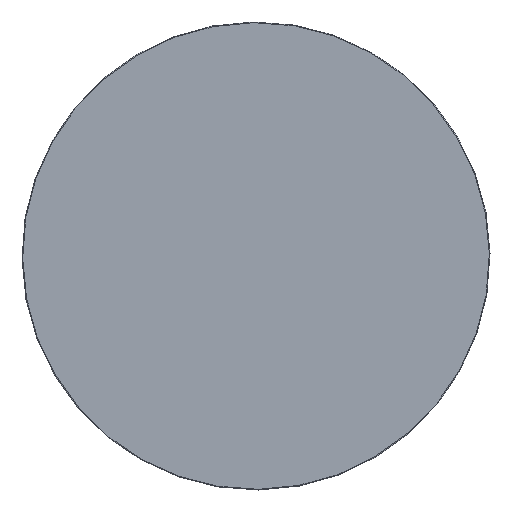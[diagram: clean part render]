
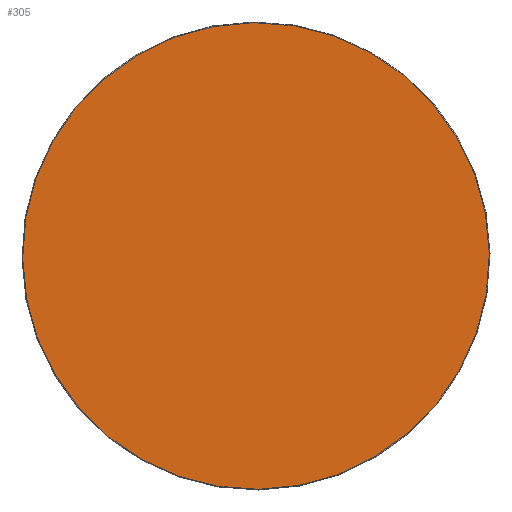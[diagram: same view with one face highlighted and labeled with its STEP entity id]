
A CAD part, front view. The second image highlights one B-rep face of the part: STEP entity #305.
In plain terms, the highlighted planar face has unit normal (0, -1, 0).
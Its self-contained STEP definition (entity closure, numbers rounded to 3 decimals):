
#17=PLANE('',#355);
#61=CIRCLE('',#356,224.4);
#62=CIRCLE('',#357,224.4);
#89=FACE_OUTER_BOUND('',#107,.T.);
#107=EDGE_LOOP('',(#242,#243));
#139=VERTEX_POINT('',#1241);
#140=VERTEX_POINT('',#1242);
#177=EDGE_CURVE('',#139,#140,#61,.T.);
#178=EDGE_CURVE('',#140,#139,#62,.T.);
#242=ORIENTED_EDGE('',*,*,#177,.F.);
#243=ORIENTED_EDGE('',*,*,#178,.F.);
#305=ADVANCED_FACE('',(#89),#17,.T.);
#355=AXIS2_PLACEMENT_3D('',#1240,#430,#431);
#356=AXIS2_PLACEMENT_3D('',#1243,#432,#433);
#357=AXIS2_PLACEMENT_3D('',#1244,#434,#435);
#430=DIRECTION('center_axis',(0.,-1.,0.));
#431=DIRECTION('ref_axis',(-0.332,0.,-0.943));
#432=DIRECTION('center_axis',(0.,1.,0.));
#433=DIRECTION('ref_axis',(0.943,0.,-0.332));
#434=DIRECTION('center_axis',(0.,1.,0.));
#435=DIRECTION('ref_axis',(0.943,0.,-0.332));
#1240=CARTESIAN_POINT('Origin',(211.673,0.,
-74.497));
#1241=CARTESIAN_POINT('',(211.673,0.,-74.497));
#1242=CARTESIAN_POINT('',(-74.497,0.,-211.673));
#1243=CARTESIAN_POINT('Origin',(0.,0.,
0.));
#1244=CARTESIAN_POINT('Origin',(0.,0.,
0.));
